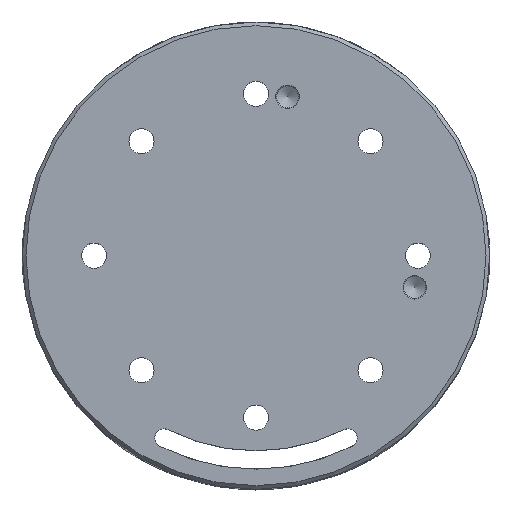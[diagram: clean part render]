
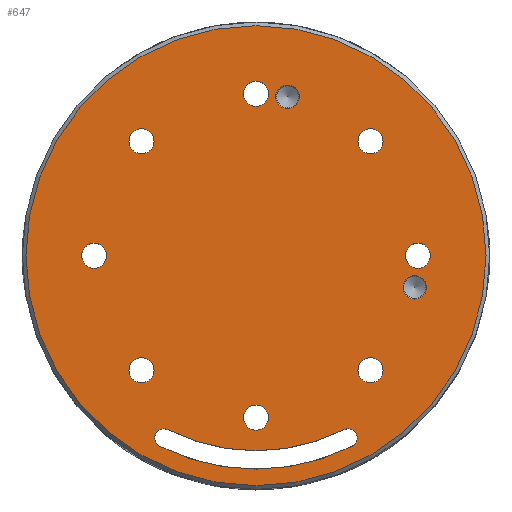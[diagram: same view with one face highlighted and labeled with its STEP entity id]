
A CAD part, top view. The second image highlights one B-rep face of the part: STEP entity #647.
In plain terms, the highlighted planar face has unit normal (0, 0, 1).
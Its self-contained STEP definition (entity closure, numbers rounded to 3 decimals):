
#1 = EDGE_LOOP ( 'NONE', ( #457 ) ) ;
#3 = CIRCLE ( 'NONE', #1817, 1.7 ) ;
#28 = VERTEX_POINT ( 'NONE', #2422 ) ;
#39 = DIRECTION ( 'NONE',  ( 0., 0., -1. ) ) ;
#98 = ORIENTED_EDGE ( 'NONE', *, *, #3010, .T. ) ;
#103 = CARTESIAN_POINT ( 'NONE',  ( 13.856, 15.556, 47. ) ) ;
#108 = AXIS2_PLACEMENT_3D ( 'NONE', #3436, #454, #2863 ) ;
#131 = DIRECTION ( 'NONE',  ( -1., 0., 0. ) ) ;
#135 = DIRECTION ( 'NONE',  ( 0., 0., -1. ) ) ;
#270 = CARTESIAN_POINT ( 'NONE',  ( 11.937, -23.659, 47. ) ) ;
#282 = EDGE_CURVE ( 'NONE', #1451, #1451, #3, .T. ) ;
#286 = AXIS2_PLACEMENT_3D ( 'NONE', #2425, #1644, #2703 ) ;
#297 = VERTEX_POINT ( 'NONE', #3199 ) ;
#386 = VERTEX_POINT ( 'NONE', #270 ) ;
#399 = EDGE_LOOP ( 'NONE', ( #2410 ) ) ;
#428 = DIRECTION ( 'NONE',  ( -1., 0., 0. ) ) ;
#449 = AXIS2_PLACEMENT_3D ( 'NONE', #2711, #39, #602 ) ;
#454 = DIRECTION ( 'NONE',  ( 0., 0., 1. ) ) ;
#457 = ORIENTED_EDGE ( 'NONE', *, *, #1690, .T. ) ;
#467 = DIRECTION ( 'NONE',  ( 0., 0., -1. ) ) ;
#602 = DIRECTION ( 'NONE',  ( -1., 0., 0. ) ) ;
#613 = FACE_OUTER_BOUND ( 'NONE', #2092, .T. ) ;
#635 = DIRECTION ( 'NONE',  ( -1., 0., 0. ) ) ;
#647 = ADVANCED_FACE ( 'NONE', ( #613, #1701, #1447, #2528, #1181, #914, #1996, #3073, #3383, #3092, #3149, #3418 ), #1239, .T. ) ;
#658 = VERTEX_POINT ( 'NONE', #1989 ) ;
#723 = EDGE_LOOP ( 'NONE', ( #2955, #2338, #98, #1328 ) ) ;
#729 = CIRCLE ( 'NONE', #108, 1.6 ) ;
#740 = DIRECTION ( 'NONE',  ( 1., 0., 0. ) ) ;
#761 = EDGE_CURVE ( 'NONE', #3470, #3470, #729, .T. ) ;
#792 = EDGE_LOOP ( 'NONE', ( #1294 ) ) ;
#803 = EDGE_CURVE ( 'NONE', #1891, #1891, #3452, .T. ) ;
#822 = VERTEX_POINT ( 'NONE', #2442 ) ;
#837 = VERTEX_POINT ( 'NONE', #2406 ) ;
#846 = DIRECTION ( 'NONE',  ( 0., 0., -1. ) ) ;
#860 = ORIENTED_EDGE ( 'NONE', *, *, #2416, .T. ) ;
#908 = DIRECTION ( 'NONE',  ( 0., 0., -1. ) ) ;
#914 = FACE_BOUND ( 'NONE', #3421, .T. ) ;
#976 = VERTEX_POINT ( 'NONE', #1337 ) ;
#997 = CARTESIAN_POINT ( 'NONE',  ( -12.5, -24.775, 47. ) ) ;
#1021 = CIRCLE ( 'NONE', #1527, 1.25 ) ;
#1025 = DIRECTION ( 'NONE',  ( 0., 0., -1. ) ) ;
#1030 = ORIENTED_EDGE ( 'NONE', *, *, #3465, .T. ) ;
#1109 = CARTESIAN_POINT ( 'NONE',  ( -17.256, -15.556, 47. ) ) ;
#1139 = DIRECTION ( 'NONE',  ( -1., 0., 0. ) ) ;
#1148 = ORIENTED_EDGE ( 'NONE', *, *, #282, .T. ) ;
#1181 = FACE_BOUND ( 'NONE', #1345, .T. ) ;
#1201 = DIRECTION ( 'NONE',  ( 1., 0., 0. ) ) ;
#1220 = EDGE_CURVE ( 'NONE', #822, #822, #1688, .T. ) ;
#1239 = PLANE ( 'NONE',  #2597 ) ;
#1274 = CARTESIAN_POINT ( 'NONE',  ( 0., 0., 47. ) ) ;
#1279 = VERTEX_POINT ( 'NONE', #1426 ) ;
#1294 = ORIENTED_EDGE ( 'NONE', *, *, #3364, .T. ) ;
#1328 = ORIENTED_EDGE ( 'NONE', *, *, #2885, .T. ) ;
#1337 = CARTESIAN_POINT ( 'NONE',  ( 13.063, -25.891, 47. ) ) ;
#1345 = EDGE_LOOP ( 'NONE', ( #1467 ) ) ;
#1366 = DIRECTION ( 'NONE',  ( -1., 0., 0. ) ) ;
#1426 = CARTESIAN_POINT ( 'NONE',  ( -13.063, -25.891, 47. ) ) ;
#1447 = FACE_BOUND ( 'NONE', #1, .T. ) ;
#1451 = VERTEX_POINT ( 'NONE', #103 ) ;
#1467 = ORIENTED_EDGE ( 'NONE', *, *, #1686, .T. ) ;
#1470 = CIRCLE ( 'NONE', #3107, 1.7 ) ;
#1527 = AXIS2_PLACEMENT_3D ( 'NONE', #997, #1548, #2817 ) ;
#1536 = EDGE_CURVE ( 'NONE', #2717, #2717, #2942, .T. ) ;
#1541 = EDGE_LOOP ( 'NONE', ( #2934 ) ) ;
#1548 = DIRECTION ( 'NONE',  ( 0., 0., -1. ) ) ;
#1552 = DIRECTION ( 'NONE',  ( -1., 0., 0. ) ) ;
#1554 = CARTESIAN_POINT ( 'NONE',  ( 0., -22., 47. ) ) ;
#1571 = CARTESIAN_POINT ( 'NONE',  ( 22., 0., 47. ) ) ;
#1633 = DIRECTION ( 'NONE',  ( 0., 0., -1. ) ) ;
#1644 = DIRECTION ( 'NONE',  ( 0., 0., -1. ) ) ;
#1647 = CIRCLE ( 'NONE', #2267, 1.7 ) ;
#1686 = EDGE_CURVE ( 'NONE', #2968, #2968, #2326, .T. ) ;
#1688 = CIRCLE ( 'NONE', #2432, 1.6 ) ;
#1690 = EDGE_CURVE ( 'NONE', #3201, #3201, #1647, .T. ) ;
#1692 = VERTEX_POINT ( 'NONE', #1712 ) ;
#1701 = FACE_BOUND ( 'NONE', #2851, .T. ) ;
#1712 = CARTESIAN_POINT ( 'NONE',  ( 20.3, 0., 47. ) ) ;
#1718 = EDGE_LOOP ( 'NONE', ( #1148 ) ) ;
#1736 = DIRECTION ( 'NONE',  ( 0., 0., 1. ) ) ;
#1808 = DIRECTION ( 'NONE',  ( 0., 0., 1. ) ) ;
#1817 = AXIS2_PLACEMENT_3D ( 'NONE', #3468, #467, #1552 ) ;
#1818 = CIRCLE ( 'NONE', #449, 1.25 ) ;
#1830 = ORIENTED_EDGE ( 'NONE', *, *, #2518, .T. ) ;
#1875 = CARTESIAN_POINT ( 'NONE',  ( -17.256, 15.556, 47. ) ) ;
#1891 = VERTEX_POINT ( 'NONE', #2930 ) ;
#1917 = CARTESIAN_POINT ( 'NONE',  ( 0., 0., 47. ) ) ;
#1919 = CARTESIAN_POINT ( 'NONE',  ( 0., 0., 47. ) ) ;
#1964 = CARTESIAN_POINT ( 'NONE',  ( 21.577, -4.292, 47. ) ) ;
#1989 = CARTESIAN_POINT ( 'NONE',  ( -1.7, -22., 47. ) ) ;
#1996 = FACE_BOUND ( 'NONE', #2905, .T. ) ;
#2032 = DIRECTION ( 'NONE',  ( -1., 0., 0. ) ) ;
#2044 = CIRCLE ( 'NONE', #2211, 1.7 ) ;
#2092 = EDGE_LOOP ( 'NONE', ( #2621 ) ) ;
#2124 = DIRECTION ( 'NONE',  ( -1., 0., 0. ) ) ;
#2164 = CARTESIAN_POINT ( 'NONE',  ( 0., 22., 47. ) ) ;
#2211 = AXIS2_PLACEMENT_3D ( 'NONE', #2164, #846, #1366 ) ;
#2221 = DIRECTION ( 'NONE',  ( 0., 0., 1. ) ) ;
#2267 = AXIS2_PLACEMENT_3D ( 'NONE', #2445, #2409, #2124 ) ;
#2326 = CIRCLE ( 'NONE', #286, 1.7 ) ;
#2331 = AXIS2_PLACEMENT_3D ( 'NONE', #1919, #2221, #428 ) ;
#2334 = DIRECTION ( 'NONE',  ( 1., 0., 0. ) ) ;
#2338 = ORIENTED_EDGE ( 'NONE', *, *, #3163, .T. ) ;
#2406 = CARTESIAN_POINT ( 'NONE',  ( -1.7, 22., 47. ) ) ;
#2409 = DIRECTION ( 'NONE',  ( 0., 0., -1. ) ) ;
#2410 = ORIENTED_EDGE ( 'NONE', *, *, #1220, .F. ) ;
#2416 = EDGE_CURVE ( 'NONE', #837, #837, #2044, .T. ) ;
#2422 = CARTESIAN_POINT ( 'NONE',  ( 13.856, -15.556, 47. ) ) ;
#2425 = CARTESIAN_POINT ( 'NONE',  ( -15.556, -15.556, 47. ) ) ;
#2432 = AXIS2_PLACEMENT_3D ( 'NONE', #1964, #1736, #1201 ) ;
#2442 = CARTESIAN_POINT ( 'NONE',  ( 23.177, -4.292, 47. ) ) ;
#2445 = CARTESIAN_POINT ( 'NONE',  ( -15.556, 15.556, 47. ) ) ;
#2518 = EDGE_CURVE ( 'NONE', #28, #28, #2662, .T. ) ;
#2528 = FACE_BOUND ( 'NONE', #1541, .T. ) ;
#2538 = CARTESIAN_POINT ( 'NONE',  ( -22., 0., 47. ) ) ;
#2577 = CARTESIAN_POINT ( 'NONE',  ( 15.556, -15.556, 47. ) ) ;
#2597 = AXIS2_PLACEMENT_3D ( 'NONE', #1274, #1808, #740 ) ;
#2604 = CIRCLE ( 'NONE', #3279, 1.7 ) ;
#2612 = CARTESIAN_POINT ( 'NONE',  ( 0., 0., 47. ) ) ;
#2621 = ORIENTED_EDGE ( 'NONE', *, *, #1536, .T. ) ;
#2662 = CIRCLE ( 'NONE', #3408, 1.7 ) ;
#2703 = DIRECTION ( 'NONE',  ( -1., 0., 0. ) ) ;
#2710 = AXIS2_PLACEMENT_3D ( 'NONE', #2538, #908, #131 ) ;
#2711 = CARTESIAN_POINT ( 'NONE',  ( 12.5, -24.775, 47. ) ) ;
#2717 = VERTEX_POINT ( 'NONE', #3218 ) ;
#2738 = ORIENTED_EDGE ( 'NONE', *, *, #761, .F. ) ;
#2817 = DIRECTION ( 'NONE',  ( -1., 0., 0. ) ) ;
#2842 = DIRECTION ( 'NONE',  ( 0., 0., 1. ) ) ;
#2851 = EDGE_LOOP ( 'NONE', ( #860 ) ) ;
#2863 = DIRECTION ( 'NONE',  ( 1., 0., 0. ) ) ;
#2885 = EDGE_CURVE ( 'NONE', #297, #386, #3118, .T. ) ;
#2905 = EDGE_LOOP ( 'NONE', ( #1830 ) ) ;
#2930 = CARTESIAN_POINT ( 'NONE',  ( -23.7, 0., 47. ) ) ;
#2934 = ORIENTED_EDGE ( 'NONE', *, *, #803, .T. ) ;
#2939 = AXIS2_PLACEMENT_3D ( 'NONE', #1917, #1633, #1139 ) ;
#2942 = CIRCLE ( 'NONE', #3461, 31.25 ) ;
#2955 = ORIENTED_EDGE ( 'NONE', *, *, #3229, .T. ) ;
#2968 = VERTEX_POINT ( 'NONE', #1109 ) ;
#2995 = CIRCLE ( 'NONE', #2939, 29. ) ;
#3010 = EDGE_CURVE ( 'NONE', #1279, #297, #1021, .T. ) ;
#3022 = EDGE_LOOP ( 'NONE', ( #2738 ) ) ;
#3073 = FACE_BOUND ( 'NONE', #792, .T. ) ;
#3077 = DIRECTION ( 'NONE',  ( -1., 0., 0. ) ) ;
#3092 = FACE_BOUND ( 'NONE', #399, .T. ) ;
#3107 = AXIS2_PLACEMENT_3D ( 'NONE', #1554, #1025, #3077 ) ;
#3118 = CIRCLE ( 'NONE', #2331, 26.5 ) ;
#3149 = FACE_BOUND ( 'NONE', #3022, .T. ) ;
#3163 = EDGE_CURVE ( 'NONE', #976, #1279, #2995, .T. ) ;
#3167 = DIRECTION ( 'NONE',  ( 0., 0., -1. ) ) ;
#3199 = CARTESIAN_POINT ( 'NONE',  ( -11.937, -23.659, 47. ) ) ;
#3201 = VERTEX_POINT ( 'NONE', #1875 ) ;
#3218 = CARTESIAN_POINT ( 'NONE',  ( 31.25, 0., 47. ) ) ;
#3229 = EDGE_CURVE ( 'NONE', #386, #976, #1818, .T. ) ;
#3279 = AXIS2_PLACEMENT_3D ( 'NONE', #1571, #3167, #635 ) ;
#3364 = EDGE_CURVE ( 'NONE', #1692, #1692, #2604, .T. ) ;
#3383 = FACE_BOUND ( 'NONE', #1718, .T. ) ;
#3408 = AXIS2_PLACEMENT_3D ( 'NONE', #2577, #135, #2032 ) ;
#3418 = FACE_BOUND ( 'NONE', #723, .T. ) ;
#3421 = EDGE_LOOP ( 'NONE', ( #1030 ) ) ;
#3436 = CARTESIAN_POINT ( 'NONE',  ( 4.292, 21.577, 47. ) ) ;
#3452 = CIRCLE ( 'NONE', #2710, 1.7 ) ;
#3461 = AXIS2_PLACEMENT_3D ( 'NONE', #2612, #2842, #2334 ) ;
#3465 = EDGE_CURVE ( 'NONE', #658, #658, #1470, .T. ) ;
#3468 = CARTESIAN_POINT ( 'NONE',  ( 15.556, 15.556, 47. ) ) ;
#3470 = VERTEX_POINT ( 'NONE', #3487 ) ;
#3487 = CARTESIAN_POINT ( 'NONE',  ( 5.892, 21.577, 47. ) ) ;
